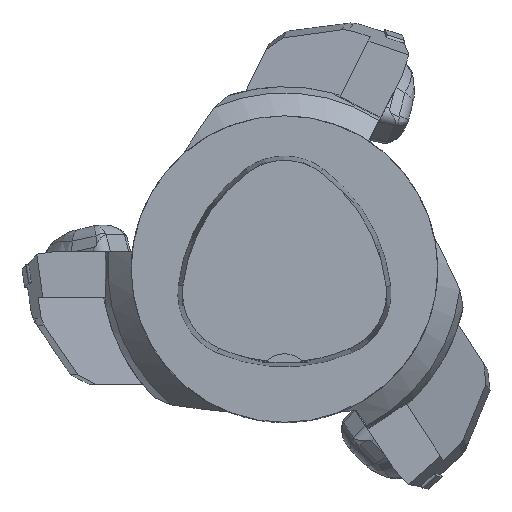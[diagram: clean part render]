
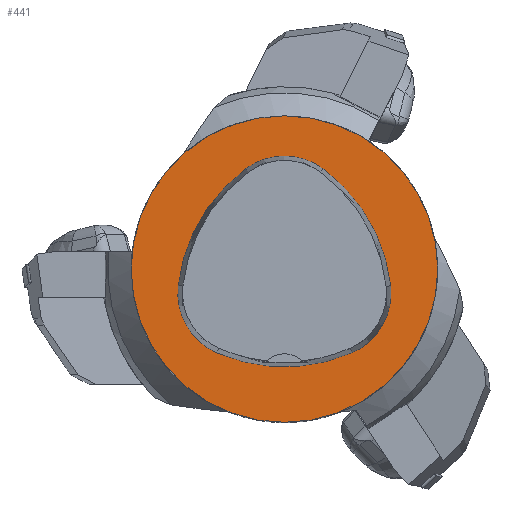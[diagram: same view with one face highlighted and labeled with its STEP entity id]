
A CAD part, top view. The second image highlights one B-rep face of the part: STEP entity #441.
In plain terms, the highlighted planar face has unit normal (0, 0, 1).
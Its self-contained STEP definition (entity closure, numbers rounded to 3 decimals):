
#180=PLANE('',#2498);
#441=ADVANCED_FACE('',(#626,#627),#180,.T.);
#573=CIRCLE('',#2464,40.);
#577=CIRCLE('',#2476,44.);
#579=CIRCLE('',#2479,17.);
#581=CIRCLE('',#2482,44.);
#583=CIRCLE('',#2485,17.);
#587=CIRCLE('',#2490,44.);
#589=CIRCLE('',#2493,17.);
#626=FACE_BOUND('',#657,.T.);
#627=FACE_BOUND('',#658,.T.);
#657=EDGE_LOOP('',(#876,#877,#878,#879,#880,#881));
#658=EDGE_LOOP('',(#882));
#876=ORIENTED_EDGE('',*,*,#1710,.T.);
#877=ORIENTED_EDGE('',*,*,#1690,.T.);
#878=ORIENTED_EDGE('',*,*,#1694,.T.);
#879=ORIENTED_EDGE('',*,*,#1697,.T.);
#880=ORIENTED_EDGE('',*,*,#1700,.T.);
#881=ORIENTED_EDGE('',*,*,#1708,.T.);
#882=ORIENTED_EDGE('',*,*,#1674,.F.);
#1460=VERTEX_POINT('',#3310);
#1476=VERTEX_POINT('',#3343);
#1477=VERTEX_POINT('',#3344);
#1480=VERTEX_POINT('',#3352);
#1482=VERTEX_POINT('',#3358);
#1484=VERTEX_POINT('',#3364);
#1491=VERTEX_POINT('',#3385);
#1674=EDGE_CURVE('',#1460,#1460,#573,.T.);
#1690=EDGE_CURVE('',#1476,#1477,#577,.T.);
#1694=EDGE_CURVE('',#1477,#1480,#579,.T.);
#1697=EDGE_CURVE('',#1480,#1482,#581,.T.);
#1700=EDGE_CURVE('',#1482,#1484,#583,.T.);
#1708=EDGE_CURVE('',#1484,#1491,#587,.T.);
#1710=EDGE_CURVE('',#1491,#1476,#589,.T.);
#2464=AXIS2_PLACEMENT_3D('',#3309,#2695,#2696);
#2476=AXIS2_PLACEMENT_3D('',#3342,#2724,#2725);
#2479=AXIS2_PLACEMENT_3D('',#3351,#2732,#2733);
#2482=AXIS2_PLACEMENT_3D('',#3357,#2739,#2740);
#2485=AXIS2_PLACEMENT_3D('',#3363,#2746,#2747);
#2490=AXIS2_PLACEMENT_3D('',#3386,#2758,#2759);
#2493=AXIS2_PLACEMENT_3D('',#3389,#2764,#2765);
#2498=AXIS2_PLACEMENT_3D('',#3394,#2774,#2775);
#2695=DIRECTION('',(0.,0.,-1.));
#2696=DIRECTION('',(-1.,0.,0.));
#2724=DIRECTION('',(0.,0.,-1.));
#2725=DIRECTION('',(-1.,0.,0.));
#2732=DIRECTION('',(0.,0.,-1.));
#2733=DIRECTION('',(-1.,0.,0.));
#2739=DIRECTION('',(0.,0.,-1.));
#2740=DIRECTION('',(-1.,0.,0.));
#2746=DIRECTION('',(0.,0.,-1.));
#2747=DIRECTION('',(-1.,0.,0.));
#2758=DIRECTION('',(0.,0.,-1.));
#2759=DIRECTION('',(-1.,0.,0.));
#2764=DIRECTION('',(0.,0.,-1.));
#2765=DIRECTION('',(-1.,0.,0.));
#2774=DIRECTION('',(0.,0.,1.));
#2775=DIRECTION('',(1.,0.,0.));
#3309=CARTESIAN_POINT('',(0.,0.,0.));
#3310=CARTESIAN_POINT('',(-40.,0.,0.));
#3342=CARTESIAN_POINT('',(16.01,-9.224,0.));
#3343=CARTESIAN_POINT('',(-27.722,-4.378,0.));
#3344=CARTESIAN_POINT('',(-10.119,26.178,0.));
#3351=CARTESIAN_POINT('',(-0.023,12.5,0.));
#3352=CARTESIAN_POINT('',(10.049,26.194,0.));
#3357=CARTESIAN_POINT('',(-16.021,-9.25,0.));
#3358=CARTESIAN_POINT('',(27.71,-4.394,0.));
#3363=CARTESIAN_POINT('',(10.814,-6.27,0.));
#3364=CARTESIAN_POINT('',(17.611,-21.852,0.));
#3385=CARTESIAN_POINT('',(-17.652,-21.819,0.));
#3386=CARTESIAN_POINT('',(0.017,18.477,0.));
#3389=CARTESIAN_POINT('',(-10.825,-6.25,0.));
#3394=CARTESIAN_POINT('',(0.,0.,0.));
